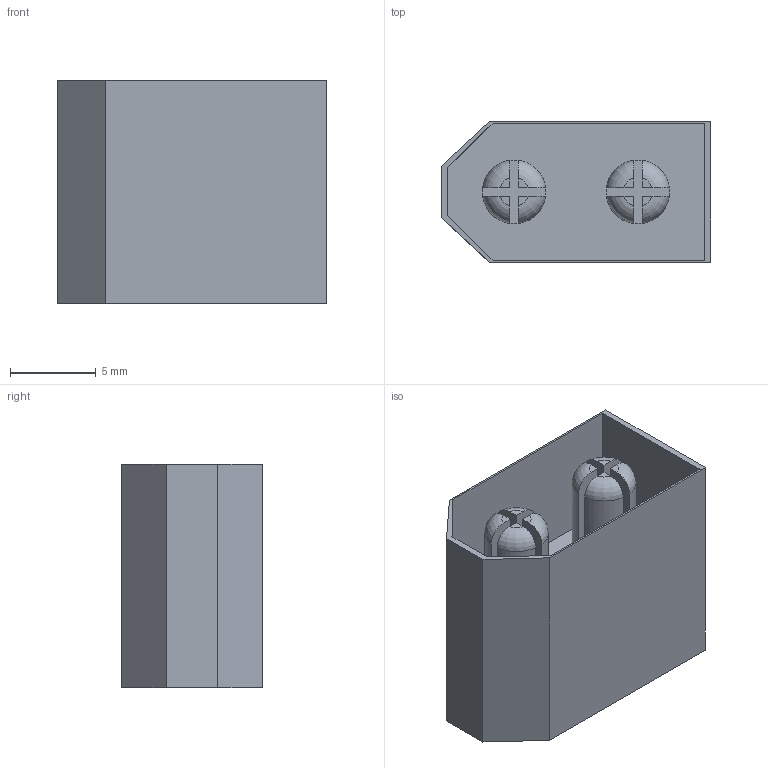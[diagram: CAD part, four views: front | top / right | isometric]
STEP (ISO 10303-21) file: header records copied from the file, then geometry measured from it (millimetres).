
FILE_DESCRIPTION(('FreeCAD Model'),'2;1');
FILE_NAME('Open CASCADE Shape Model','2023-11-24T10:11:58',(''),(''), 'Open CASCADE STEP processor 7.6','FreeCAD','Unknown');
FILE_SCHEMA(('AUTOMOTIVE_DESIGN { 1 0 10303 214 1 1 1 1 }'));
Length unit declared in the file: millimetre
Products named in the file (1): xt60_001
Bounding box: 15.7 x 8.2 x 13 mm (x, y, z)
Volume: 898.9 mm3; surface area: 1379.9 mm2
Topology: 1 solids, 1 shells, 51 faces, 138 edges, 92 vertices
Faces by surface type: plane 41, revolution 8, cylinder 2
Full cylindrical faces by diameter (mm): 3.7 x2
Entity records: 5197 total; most frequent: CARTESIAN_POINT 2456, DIRECTION 483, LINE 318, VECTOR 318, ORIENTED_EDGE 276, PCURVE 276, DEFINITIONAL_REPRESENTATION 276, EDGE_CURVE 138
